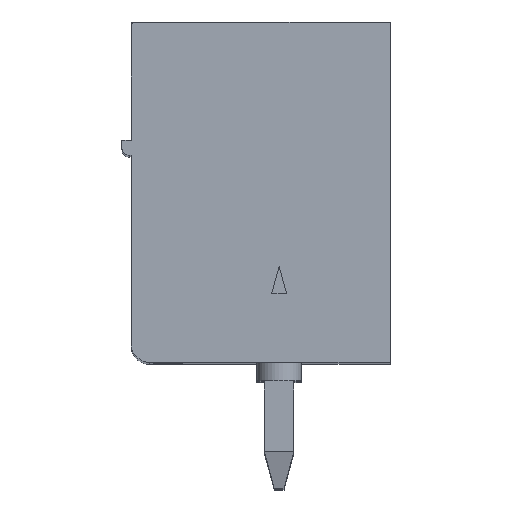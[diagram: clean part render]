
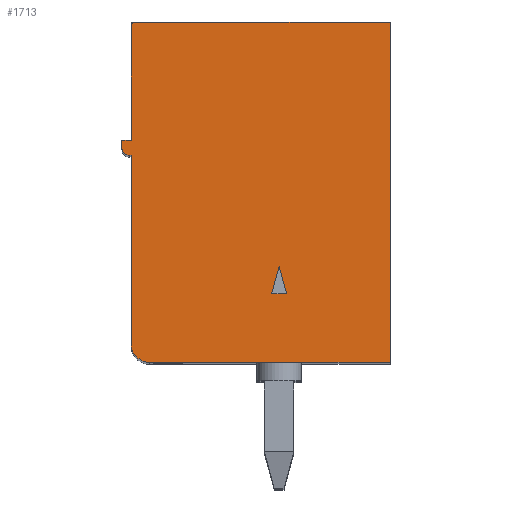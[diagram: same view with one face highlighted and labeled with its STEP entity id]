
A CAD part, top view. The second image highlights one B-rep face of the part: STEP entity #1713.
In plain terms, the highlighted planar face has unit normal (0, 0, 1).
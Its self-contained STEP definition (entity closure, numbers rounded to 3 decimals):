
#1713=ADVANCED_FACE('',(#3488,#3489),#3490,.T.);
#3488=FACE_OUTER_BOUND('',#5262,.T.);
#3489=FACE_BOUND('',#5263,.T.);
#3490=PLANE('',#5264);
#5262=EDGE_LOOP('',(#10298,#10299,#10300,#10301,#10302,#10303,#10304,#10305,#10306,#10307,#10308));
#5263=EDGE_LOOP('',(#10309,#10310,#10311));
#5264=AXIS2_PLACEMENT_3D('',#10312,#10313,#10314);
#10298=ORIENTED_EDGE('',*,*,#11130,.T.);
#10299=ORIENTED_EDGE('',*,*,#11654,.T.);
#10300=ORIENTED_EDGE('',*,*,#11714,.F.);
#10301=ORIENTED_EDGE('',*,*,#10927,.T.);
#10302=ORIENTED_EDGE('',*,*,#11808,.F.);
#10303=ORIENTED_EDGE('',*,*,#12246,.F.);
#10304=ORIENTED_EDGE('',*,*,#12184,.F.);
#10305=ORIENTED_EDGE('',*,*,#10911,.T.);
#10306=ORIENTED_EDGE('',*,*,#11957,.F.);
#10307=ORIENTED_EDGE('',*,*,#11470,.F.);
#10308=ORIENTED_EDGE('',*,*,#10618,.T.);
#10309=ORIENTED_EDGE('',*,*,#10755,.F.);
#10310=ORIENTED_EDGE('',*,*,#10753,.F.);
#10311=ORIENTED_EDGE('',*,*,#10750,.F.);
#10312=CARTESIAN_POINT('',(0.0,0.0,2.6));
#10313=DIRECTION('',(0.0,-0.0,1.0));
#10314=DIRECTION('',(0.,1.0,0.0));
#10618=EDGE_CURVE('',#12771,#12776,#12778,.T.);
#10750=EDGE_CURVE('',#12974,#12972,#12976,.T.);
#10753=EDGE_CURVE('',#12972,#12978,#12980,.T.);
#10755=EDGE_CURVE('',#12978,#12974,#12982,.T.);
#10911=EDGE_CURVE('',#13204,#13209,#13211,.T.);
#10927=EDGE_CURVE('',#13233,#13231,#13234,.T.);
#11130=EDGE_CURVE('',#12776,#13518,#13521,.T.);
#11470=EDGE_CURVE('',#12771,#14020,#14024,.T.);
#11654=EDGE_CURVE('',#13518,#14283,#14285,.T.);
#11714=EDGE_CURVE('',#13233,#14283,#14371,.T.);
#11808=EDGE_CURVE('',#14525,#13231,#14527,.T.);
#11957=EDGE_CURVE('',#14020,#13209,#14720,.T.);
#12184=EDGE_CURVE('',#13204,#15030,#15032,.T.);
#12246=EDGE_CURVE('',#15030,#14525,#15116,.T.);
#12771=VERTEX_POINT('',#15888);
#12776=VERTEX_POINT('',#15894);
#12778=CIRCLE('',#15897,0.5);
#12972=VERTEX_POINT('',#16172);
#12974=VERTEX_POINT('',#16175);
#12976=LINE('',#16178,#16179);
#12978=VERTEX_POINT('',#16181);
#12980=LINE('',#16184,#16185);
#12982=LINE('',#16187,#16188);
#13204=VERTEX_POINT('',#16517);
#13209=VERTEX_POINT('',#16523);
#13211=CIRCLE('',#16526,0.2);
#13231=VERTEX_POINT('',#16554);
#13233=VERTEX_POINT('',#16557);
#13234=CIRCLE('',#16558,0.1);
#13518=VERTEX_POINT('',#16986);
#13521=LINE('',#16990,#16991);
#14020=VERTEX_POINT('',#17731);
#14024=LINE('',#17737,#17738);
#14283=VERTEX_POINT('',#18120);
#14285=LINE('',#18123,#18124);
#14371=LINE('',#18253,#18254);
#14525=VERTEX_POINT('',#18483);
#14527=LINE('',#18486,#18487);
#14720=LINE('',#18766,#18767);
#15030=VERTEX_POINT('',#19200);
#15032=LINE('',#19203,#19204);
#15116=LINE('',#19323,#19324);
#15888=CARTESIAN_POINT('',(-7.0,0.5,2.6));
#15894=CARTESIAN_POINT('',(-6.5,0.,2.6));
#15897=AXIS2_PLACEMENT_3D('',#19798,#19799,#19800);
#16172=CARTESIAN_POINT('',(-3.,2.6,2.6));
#16175=CARTESIAN_POINT('',(-2.799,1.85,2.6));
#16178=CARTESIAN_POINT('',(-2.303,0.,2.6));
#16179=VECTOR('',#19920,1.0);
#16181=CARTESIAN_POINT('',(-3.201,1.85,2.6));
#16184=CARTESIAN_POINT('',(-3.697,0.,2.6));
#16185=VECTOR('',#19922,1.0);
#16187=CARTESIAN_POINT('',(0.,1.85,2.6));
#16188=VECTOR('',#19923,1.0);
#16517=CARTESIAN_POINT('',(-7.25,5.8,2.6));
#16523=CARTESIAN_POINT('',(-7.05,5.6,2.6));
#16526=AXIS2_PLACEMENT_3D('',#20054,#20055,#20056);
#16554=CARTESIAN_POINT('',(-7.,9.1,2.6));
#16557=CARTESIAN_POINT('',(-6.9,9.2,2.6));
#16558=AXIS2_PLACEMENT_3D('',#20072,#20073,#20074);
#16986=CARTESIAN_POINT('',(0.,0.,2.6));
#16990=CARTESIAN_POINT('',(0.0,0.0,2.6));
#16991=VECTOR('',#20244,1.0);
#17731=CARTESIAN_POINT('',(-7.0,5.6,2.6));
#17737=CARTESIAN_POINT('',(-7.0,0.,2.6));
#17738=VECTOR('',#20539,1.0);
#18120=CARTESIAN_POINT('',(0.,9.2,2.6));
#18123=CARTESIAN_POINT('',(0.,0.,2.6));
#18124=VECTOR('',#20697,1.0);
#18253=CARTESIAN_POINT('',(0.,9.2,2.6));
#18254=VECTOR('',#20753,1.0);
#18483=CARTESIAN_POINT('',(-7.0,6.0,2.6));
#18486=CARTESIAN_POINT('',(-7.0,0.,2.6));
#18487=VECTOR('',#20851,1.0);
#18766=CARTESIAN_POINT('',(0.,5.6,2.6));
#18767=VECTOR('',#20962,1.0);
#19200=CARTESIAN_POINT('',(-7.25,6.0,2.6));
#19203=CARTESIAN_POINT('',(-7.25,0.,2.6));
#19204=VECTOR('',#21198,1.0);
#19323=CARTESIAN_POINT('',(0.,6.0,2.6));
#19324=VECTOR('',#21255,1.0);
#19798=CARTESIAN_POINT('',(-6.5,0.5,2.6));
#19799=DIRECTION('',(0.0,-0.0,1.0));
#19800=DIRECTION('',(0.,1.0,0.0));
#19920=DIRECTION('',(-0.259,0.966,0.0));
#19922=DIRECTION('',(-0.259,-0.966,0.0));
#19923=DIRECTION('',(1.0,0.0,0.0));
#20054=CARTESIAN_POINT('',(-7.05,5.8,2.6));
#20055=DIRECTION('',(0.0,-0.0,1.0));
#20056=DIRECTION('',(0.,1.0,0.0));
#20072=CARTESIAN_POINT('',(-6.9,9.1,2.6));
#20073=DIRECTION('',(0.0,-0.0,1.0));
#20074=DIRECTION('',(0.,1.0,0.0));
#20244=DIRECTION('',(1.0,0.,0.0));
#20539=DIRECTION('',(0.,1.0,0.0));
#20697=DIRECTION('',(0.,1.0,0.0));
#20753=DIRECTION('',(1.0,0.,0.0));
#20851=DIRECTION('',(0.,1.0,0.0));
#20962=DIRECTION('',(-1.0,0.,0.0));
#21198=DIRECTION('',(0.,1.0,0.0));
#21255=DIRECTION('',(1.0,0.,0.0));
